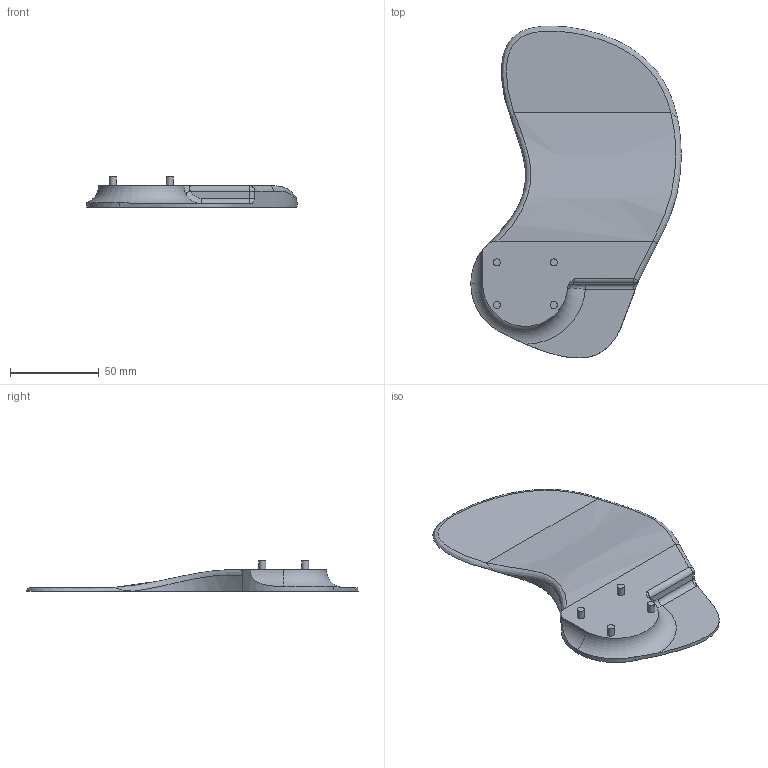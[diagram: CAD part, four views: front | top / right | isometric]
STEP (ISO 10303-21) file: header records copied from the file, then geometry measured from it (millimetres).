
FILE_DESCRIPTION(('STEP AP203'), '1');
FILE_NAME('îñíîâàíèå', '', ('UNSPECIFIED'), ('UNSPECIFIED'), 'C3D Converter', 'C3D Toolkit', '');
FILE_SCHEMA(('CONFIG_CONTROL_DESIGN'));
Length unit declared in the file: millimetre
Bounding box: 118.23 x 186.63 x 17 mm (x, y, z)
Volume: 99526.8 mm3; surface area: 34021.3 mm2
Topology: 1 solids, 1 shells, 31 faces, 66 edges, 40 vertices
Faces by surface type: plane 10, cylinder 9, bspline 7, extrusion 3, torus 2
Full cylindrical faces by diameter (mm): 4 x4
Entity records: 3431 total; most frequent: CARTESIAN_POINT 2554, ORIENTED_EDGE 122, DIRECTION 102, EDGE_CURVE 61, AXIS2_PLACEMENT_3D 43, VERTEX_POINT 40, EDGE_LOOP 39, COLOUR_RGB 32
